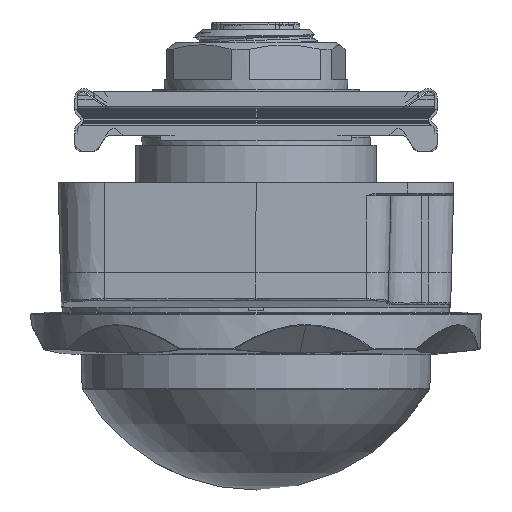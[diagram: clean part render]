
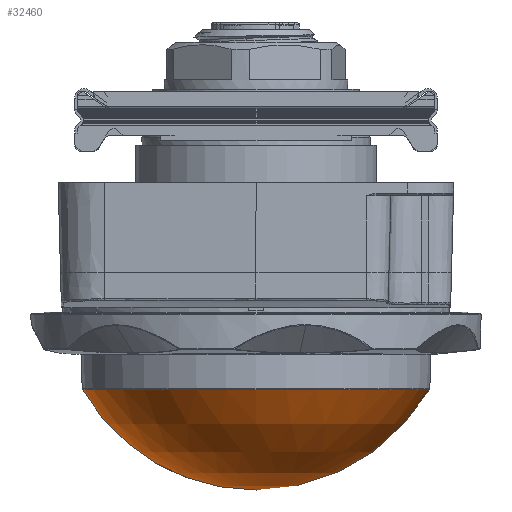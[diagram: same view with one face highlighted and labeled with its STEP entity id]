
A CAD part, front view. The second image highlights one B-rep face of the part: STEP entity #32460.
In plain terms, the highlighted spherical face has radius 32 mm.
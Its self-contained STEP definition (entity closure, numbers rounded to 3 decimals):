
#260=SPHERICAL_SURFACE('',#34652,32.);
#3160=FACE_OUTER_BOUND('',#4946,.T.);
#4946=EDGE_LOOP('',(#29720,#29721,#29722,#29723));
#5985=CIRCLE('',#34650,27.743);
#5986=CIRCLE('',#34651,27.743);
#5987=CIRCLE('',#34653,32.);
#16300=VERTEX_POINT('',#63409);
#16301=VERTEX_POINT('',#63411);
#16302=VERTEX_POINT('',#63415);
#20820=EDGE_CURVE('',#16301,#16300,#5985,.T.);
#20821=EDGE_CURVE('',#16300,#16301,#5986,.T.);
#20822=EDGE_CURVE('',#16302,#16301,#5987,.T.);
#29720=ORIENTED_EDGE('',*,*,#20821,.T.);
#29721=ORIENTED_EDGE('',*,*,#20822,.F.);
#29722=ORIENTED_EDGE('',*,*,#20822,.T.);
#29723=ORIENTED_EDGE('',*,*,#20820,.T.);
#32460=ADVANCED_FACE('',(#3160),#260,.T.);
#34650=AXIS2_PLACEMENT_3D('',#63412,#42337,#42338);
#34651=AXIS2_PLACEMENT_3D('',#63413,#42339,#42340);
#34652=AXIS2_PLACEMENT_3D('',#63414,#42341,#42342);
#34653=AXIS2_PLACEMENT_3D('',#63416,#42343,#42344);
#42337=DIRECTION('center_axis',(0.,0.,
-1.));
#42338=DIRECTION('ref_axis',(-1.,0.,0.));
#42339=DIRECTION('center_axis',(0.,0.,
-1.));
#42340=DIRECTION('ref_axis',(-1.,0.,0.));
#42341=DIRECTION('center_axis',(0.,0.,
-1.));
#42342=DIRECTION('ref_axis',(1.,0.,0.));
#42343=DIRECTION('center_axis',(0.,1.,0.));
#42344=DIRECTION('ref_axis',(-1.,0.,0.));
#63409=CARTESIAN_POINT('',(27.743,0.,-38.102));
#63411=CARTESIAN_POINT('',(-27.743,0.,-38.102));
#63412=CARTESIAN_POINT('Origin',(0.,0.,
-38.102));
#63413=CARTESIAN_POINT('Origin',(0.,0.,
-38.102));
#63414=CARTESIAN_POINT('Origin',(0.,0.,
-22.156));
#63415=CARTESIAN_POINT('',(0.,0.,-54.156));
#63416=CARTESIAN_POINT('Origin',(0.,0.,
-22.156));
